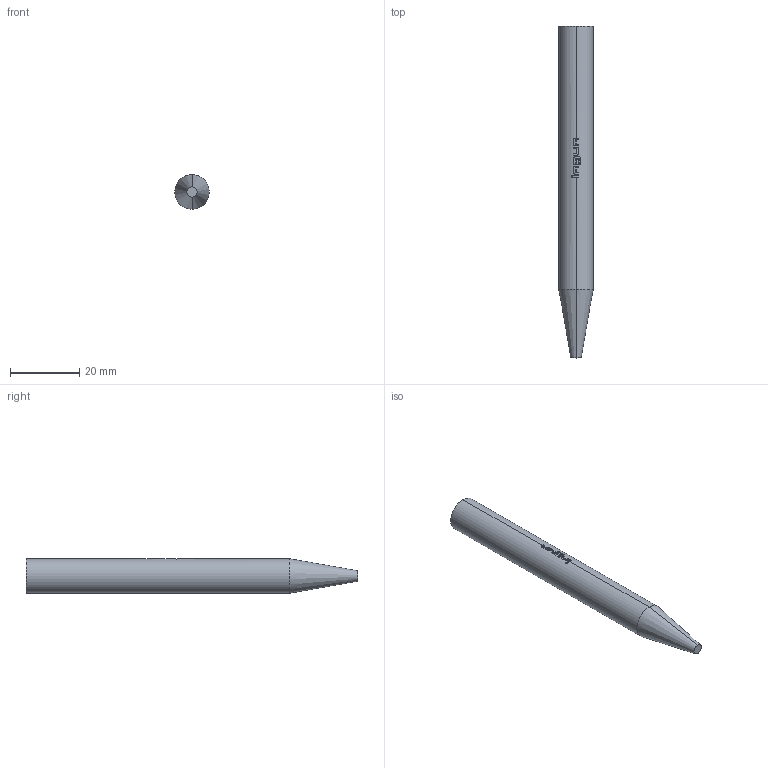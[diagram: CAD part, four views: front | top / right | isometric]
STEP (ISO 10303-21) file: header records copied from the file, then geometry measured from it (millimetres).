
FILE_DESCRIPTION (( 'STEP AP203' ), '1' );
FILE_NAME ('INGUN_25146.STEP', '2023-03-31T07:26:05', ( '' ), ( '' ), 'SwSTEP 2.0', 'SolidWorks 2021', '' );
FILE_SCHEMA (( 'CONFIG_CONTROL_DESIGN' ));
Length unit declared in the file: millimetre
Products named in the file (1): INGUN_25146
Bounding box: 10 x 96.2 x 10 mm (x, y, z)
Volume: 6716.7 mm3; surface area: 2895.7 mm2
Topology: 1 solids, 1 shells, 87 faces, 250 edges, 166 vertices
Faces by surface type: plane 42, bspline 22, cylinder 21, cone 2
Entity records: 3237 total; most frequent: CARTESIAN_POINT 1032, ORIENTED_EDGE 500, DIRECTION 378, EDGE_CURVE 250, VERTEX_POINT 166, AXIS2_PLACEMENT_3D 148, EDGE_LOOP 88, FACE_OUTER_BOUND 87
